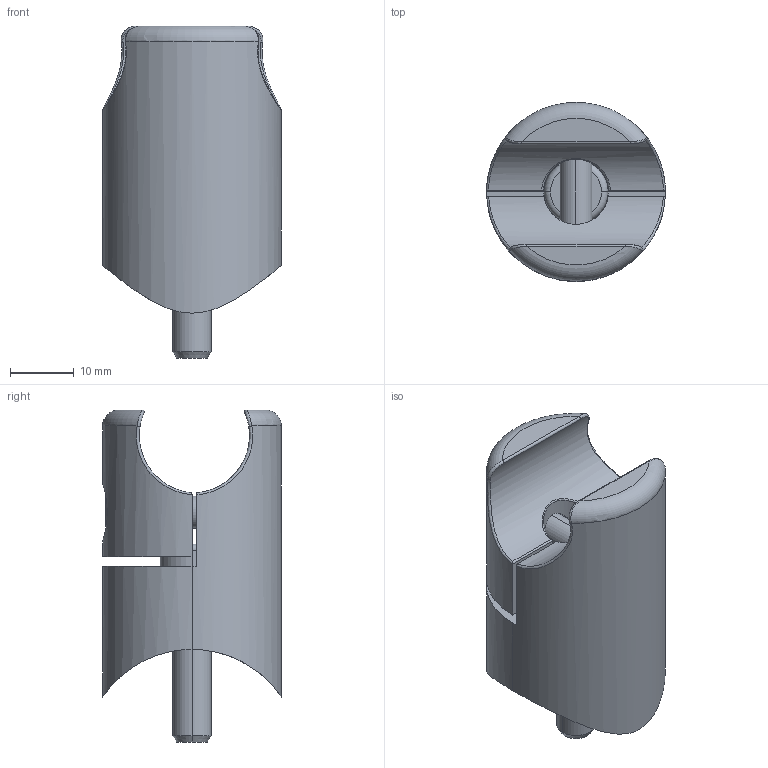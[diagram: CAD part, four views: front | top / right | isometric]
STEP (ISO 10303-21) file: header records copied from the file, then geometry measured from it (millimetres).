
FILE_DESCRIPTION (( 'STEP AP203' ), '1' );
FILE_NAME ('55330-240.step', '2021-04-29T14:41:01', ( '' ), ( '' ), 'SwSTEP 2.0', 'SolidWorks 2018', '' );
FILE_SCHEMA (( 'CONFIG_CONTROL_DESIGN' ));
Length unit declared in the file: millimetre
Products named in the file (10): 5533X-240 Teil1_55330-240 Teil1; DIN 912 Konfig_DIN 912 M5x16; DIN 912 Konfig; DIN 912 Konfig_DIN 912 M6x25; 55330-240; 5533X-240 Teil2_5533X-240 Teil2; 5533X-240 Teil1; 5533X-240 Teil2
Assembly tree (5 placements, depth 2):
  DIN 912 Konfig
  55330-240
    DIN 912 Konfig
  5533X-240 Teil1
  55330-240
    5533X-240 Teil1_55330-240 Teil1
    5533X-240 Teil2_5533X-240 Teil2
    DIN 912 Konfig_DIN 912 M5x16
    DIN 912 Konfig_DIN 912 M6x25
  5533X-240 Teil2
Bounding box: 28 x 28 x 52 mm (x, y, z)
Volume: 16911.2 mm3; surface area: 8129.4 mm2
Topology: 4 solids, 4 shells, 374 faces, 985 edges, 645 vertices
Faces by surface type: plane 182, bspline 145, cylinder 31, cone 10, torus 6
Entity records: 20735 total; most frequent: CARTESIAN_POINT 11570, ORIENTED_EDGE 1956, DIRECTION 1225, EDGE_CURVE 978, VERTEX_POINT 643, VECTOR 589, LINE 589, EDGE_LOOP 409
